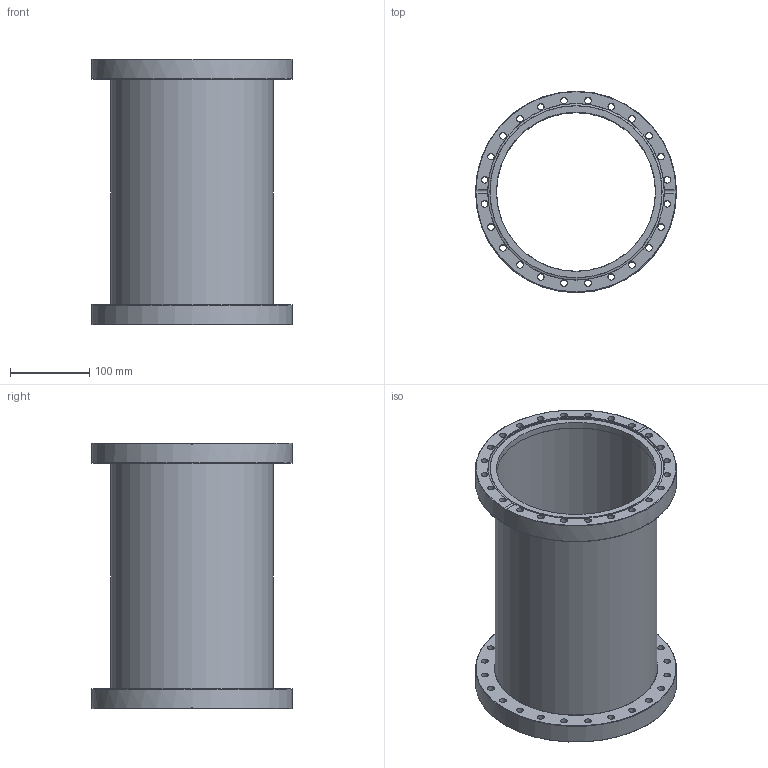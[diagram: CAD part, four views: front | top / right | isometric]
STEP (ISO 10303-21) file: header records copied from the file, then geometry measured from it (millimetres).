
FILE_DESCRIPTION((''),'2;1');
FILE_NAME('SC200R-304.stp','2009-04-15T09:52:43',('hasers'),(''),'Autodesk Inventor 2008','Autodesk Inventor 2008','');
FILE_SCHEMA(('AUTOMOTIVE_DESIGN { 1 0 10303 214 1 1 1 1 }'));
Length unit declared in the file: millimetre
Products named in the file (5): SC200R-304; CF-R [Subject [Summary]=-304][Title [Summary]=F200RIB204]; CF-07 [Keywords [Summary]=1.4301][Company [Summary]=Vacom][Title [Summary]=F200B204]; Rohre [Subject [Summary]=normal][Keywords [Summary]=1.4301][Title [Summary]=204x2,0 (0,5m)]_2; CF-R [Subject [Summary]=-304][Title [Summary]=F200RO]
Assembly tree (4 placements, depth 2):
  SC200R-304
    CF-R [Subject [Summary]=-304][Title [Summary]=F200RIB204]
    CF-07 [Keywords [Summary]=1.4301][Company [Summary]=Vacom][Title [Summary]=F200B204]
    Rohre [Subject [Summary]=normal][Keywords [Summary]=1.4301][Title [Summary]=204x2,0 (0,5m)]_2
    CF-R [Subject [Summary]=-304][Title [Summary]=F200RO]
Bounding box: 253 x 253 x 334 mm (x, y, z)
Volume: 1195310.3 mm3; surface area: 605679.8 mm2
Topology: 4 solids, 4 shells, 96 faces, 295 edges, 209 vertices
Faces by surface type: bspline 56, plane 12, cylinder 12, torus 11, cone 5
Full cylindrical faces by diameter (mm): 200 x1, 200.5 x1, 204 x1, 204.5 x1, 222.1 x1, 222.3 x1, 223 x1, 253 x2
Entity records: 3812 total; most frequent: CARTESIAN_POINT 1582, DIRECTION 390, ORIENTED_EDGE 332, EDGE_LOOP 276, AXIS2_PLACEMENT_3D 191, FACE_BOUND 180, EDGE_CURVE 166, VERTEX_POINT 154
